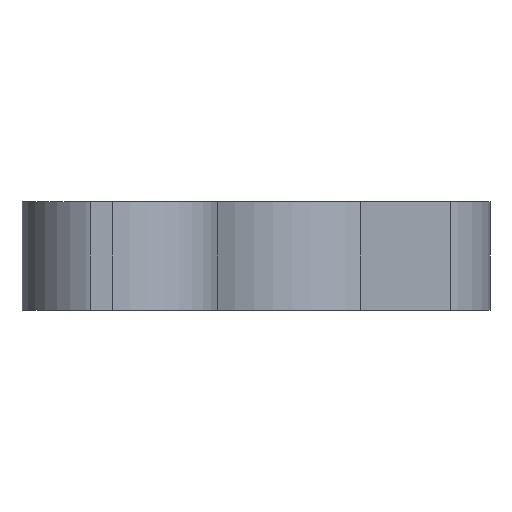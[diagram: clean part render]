
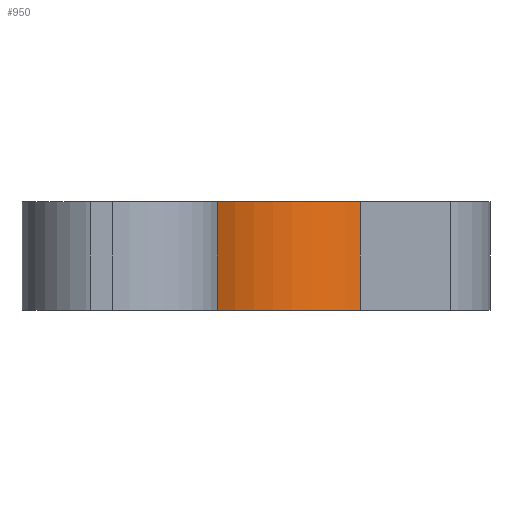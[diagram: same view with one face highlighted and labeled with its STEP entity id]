
A CAD part, left-side view. The second image highlights one B-rep face of the part: STEP entity #950.
In plain terms, the highlighted cylindrical face has radius 3.4 mm (diameter 6.8 mm), a partial arc.
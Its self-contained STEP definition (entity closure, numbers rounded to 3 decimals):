
#88=LINE('',#1632,#166);
#89=LINE('',#1638,#167);
#166=VECTOR('',#1296,10.);
#167=VECTOR('',#1303,10.);
#288=FACE_OUTER_BOUND('',#366,.T.);
#366=EDGE_LOOP('',(#797,#798,#799,#800));
#421=CIRCLE('',#1043,3.4);
#422=CIRCLE('',#1044,3.4);
#509=VERTEX_POINT('',#1628);
#510=VERTEX_POINT('',#1630);
#511=VERTEX_POINT('',#1634);
#512=VERTEX_POINT('',#1636);
#628=EDGE_CURVE('',#509,#510,#88,.T.);
#629=EDGE_CURVE('',#511,#509,#421,.T.);
#630=EDGE_CURVE('',#512,#510,#422,.T.);
#631=EDGE_CURVE('',#511,#512,#89,.T.);
#797=ORIENTED_EDGE('',*,*,#629,.T.);
#798=ORIENTED_EDGE('',*,*,#628,.T.);
#799=ORIENTED_EDGE('',*,*,#630,.F.);
#800=ORIENTED_EDGE('',*,*,#631,.F.);
#901=CYLINDRICAL_SURFACE('',#1042,3.4);
#950=ADVANCED_FACE('',(#288),#901,.T.);
#1042=AXIS2_PLACEMENT_3D('',#1633,#1297,#1298);
#1043=AXIS2_PLACEMENT_3D('',#1635,#1299,#1300);
#1044=AXIS2_PLACEMENT_3D('',#1637,#1301,#1302);
#1296=DIRECTION('',(0.,0.,1.));
#1297=DIRECTION('center_axis',(0.,0.,1.));
#1298=DIRECTION('ref_axis',(1.,0.,0.));
#1299=DIRECTION('center_axis',(0.,0.,1.));
#1300=DIRECTION('ref_axis',(1.,0.,0.));
#1301=DIRECTION('center_axis',(0.,0.,1.));
#1302=DIRECTION('ref_axis',(1.,0.,0.));
#1303=DIRECTION('',(0.,0.,1.));
#1628=CARTESIAN_POINT('',(-9.4,2.506,0.));
#1630=CARTESIAN_POINT('',(-9.4,2.506,3.));
#1632=CARTESIAN_POINT('',(-9.4,2.506,0.));
#1633=CARTESIAN_POINT('Origin',(-6.986,4.9,0.));
#1634=CARTESIAN_POINT('',(-9.995,6.482,0.));
#1635=CARTESIAN_POINT('Origin',(-6.986,4.9,0.));
#1636=CARTESIAN_POINT('',(-9.995,6.482,3.));
#1637=CARTESIAN_POINT('Origin',(-6.986,4.9,3.));
#1638=CARTESIAN_POINT('',(-9.995,6.482,0.));
